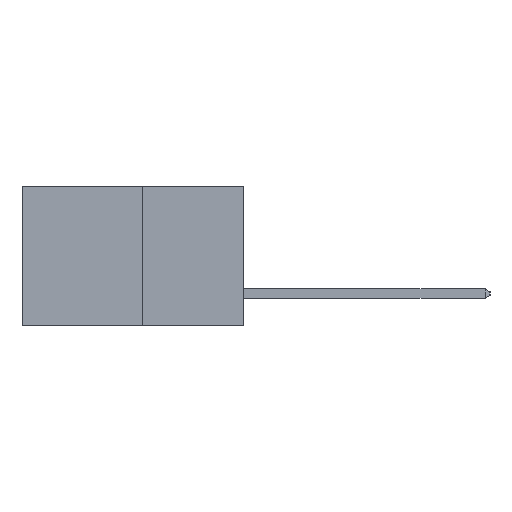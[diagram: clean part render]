
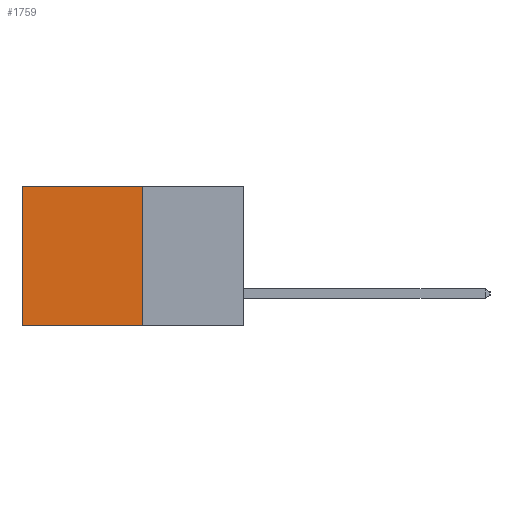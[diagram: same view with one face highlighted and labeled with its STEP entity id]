
A CAD part, left-side view. The second image highlights one B-rep face of the part: STEP entity #1759.
In plain terms, the highlighted planar face has unit normal (-1, 0, 0).
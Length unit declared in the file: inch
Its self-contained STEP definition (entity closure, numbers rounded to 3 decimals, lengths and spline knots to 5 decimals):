
#381 = AXIS2_PLACEMENT_3D ( 'NONE', #26079, #21868, #21836 ) ;
#631 = DIRECTION ( 'NONE',  ( 0., 0., -1. ) ) ;
#1040 = DIRECTION ( 'NONE',  ( 0., 0., -1. ) ) ;
#1759 = ADVANCED_FACE ( 'NONE', ( #25612 ), #22018, .F. ) ;
#3125 = VECTOR ( 'NONE', #25294, 39.37008 ) ;
#6204 = CARTESIAN_POINT ( 'NONE',  ( 0.277, 0.27, 0. ) ) ;
#7231 = LINE ( 'NONE', #10797, #24131 ) ;
#8844 = ORIENTED_EDGE ( 'NONE', *, *, #15533, .T. ) ;
#10299 = ORIENTED_EDGE ( 'NONE', *, *, #27017, .F. ) ;
#10773 = VERTEX_POINT ( 'NONE', #25586 ) ;
#10797 = CARTESIAN_POINT ( 'NONE',  ( 0.277, 0.27, 0. ) ) ;
#10817 = VERTEX_POINT ( 'NONE', #23332 ) ;
#12009 = EDGE_CURVE ( 'NONE', #10817, #10773, #28562, .T. ) ;
#14462 = CARTESIAN_POINT ( 'NONE',  ( 0.277, 0.27, -0.37 ) ) ;
#14986 = ORIENTED_EDGE ( 'NONE', *, *, #12009, .T. ) ;
#15142 = VECTOR ( 'NONE', #1040, 39.37008 ) ;
#15533 = EDGE_CURVE ( 'NONE', #25058, #10817, #7231, .T. ) ;
#16655 = VERTEX_POINT ( 'NONE', #14462 ) ;
#16845 = EDGE_CURVE ( 'NONE', #25058, #16655, #30210, .T. ) ;
#17647 = VECTOR ( 'NONE', #631, 39.37008 ) ;
#18079 = CARTESIAN_POINT ( 'NONE',  ( 0.277, 0.27, -0.37 ) ) ;
#21836 = DIRECTION ( 'NONE',  ( 0., 0., -1. ) ) ;
#21868 = DIRECTION ( 'NONE',  ( 1., 0., 0. ) ) ;
#22018 = PLANE ( 'NONE',  #381 ) ;
#23332 = CARTESIAN_POINT ( 'NONE',  ( 0.277, 0.59, 0. ) ) ;
#24131 = VECTOR ( 'NONE', #25216, 39.37008 ) ;
#24147 = EDGE_LOOP ( 'NONE', ( #14986, #10299, #28075, #8844 ) ) ;
#25058 = VERTEX_POINT ( 'NONE', #6204 ) ;
#25216 = DIRECTION ( 'NONE',  ( 0., 1., 0. ) ) ;
#25294 = DIRECTION ( 'NONE',  ( 0., 1., 0. ) ) ;
#25586 = CARTESIAN_POINT ( 'NONE',  ( 0.277, 0.59, -0.37 ) ) ;
#25612 = FACE_OUTER_BOUND ( 'NONE', #24147, .T. ) ;
#26079 = CARTESIAN_POINT ( 'NONE',  ( 0.277, 0.27, -0.37 ) ) ;
#27017 = EDGE_CURVE ( 'NONE', #16655, #10773, #28599, .T. ) ;
#28075 = ORIENTED_EDGE ( 'NONE', *, *, #16845, .F. ) ;
#28562 = LINE ( 'NONE', #29781, #15142 ) ;
#28599 = LINE ( 'NONE', #18079, #3125 ) ;
#29418 = CARTESIAN_POINT ( 'NONE',  ( 0.277, 0.27, -0.37 ) ) ;
#29781 = CARTESIAN_POINT ( 'NONE',  ( 0.277, 0.59, -0.37 ) ) ;
#30210 = LINE ( 'NONE', #29418, #17647 ) ;
